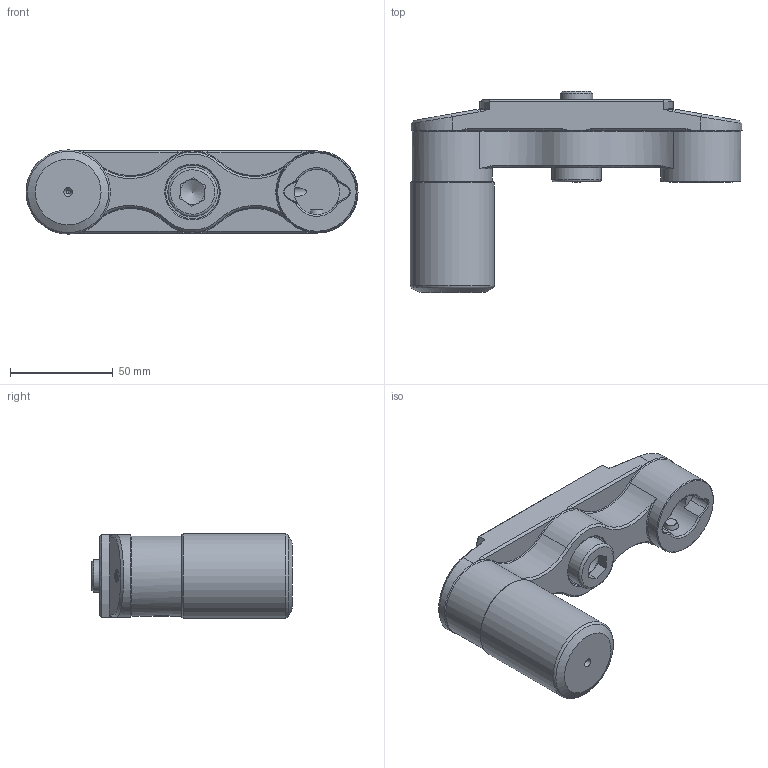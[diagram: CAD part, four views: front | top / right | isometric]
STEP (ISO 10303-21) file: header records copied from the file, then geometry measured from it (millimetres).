
FILE_DESCRIPTION (( 'STEP AP214' ), '1' );
FILE_NAME ('KoU.D32.ST4.161.STEP', '2021-09-14T11:58:40', ( '' ), ( '' ), 'SwSTEP 2.0', 'SolidWorks 2017', '' );
FILE_SCHEMA (( 'AUTOMOTIVE_DESIGN' ));
Length unit declared in the file: millimetre
Products named in the file (8): KoU.D32.ST4.161; DIN 7984 - M16 x 35; ST4-ER1.001.011_A; ST4-ER2.001.009_A; KVT_MB_600_060; CWF-ST4.041.053; CWF-ST4.041.053_A; KoU-D32.ST4.161_C_KoU-D32.WN5.212
Assembly tree (10 placements, depth 3):
  KoU.D32.ST4.161
    KoU-D32.ST4.161_C_KoU-D32.WN5.212
    DIN 7984 - M16 x 35
    ST4-ER1.001.011_A  x2
    CWF-ST4.041.053
      CWF-ST4.041.053_A
      ST4-ER2.001.009_A  x2
    KVT_MB_600_060  x2
Bounding box: 161.5 x 97.75 x 41 mm (x, y, z)
Volume: 199394.7 mm3; surface area: 52399.6 mm2
Topology: 11 solids, 11 shells, 343 faces, 828 edges, 502 vertices
Faces by surface type: plane 125, cone 106, cylinder 72, torus 36, bspline 2, sphere 2
Full cylindrical faces by diameter (mm): 2 x1, 3.5 x4, 4 x2, 5 x5, 6 x6, 7.25 x2, 8 x2, 10.2 x1, 16 x1, 17 x1, 21.3 x1, 21.8 x1, 22 x3, 23 x2, 24 x1, 26 x1, 32 x1, 39 x2, 41 x1
Entity records: 9647 total; most frequent: CARTESIAN_POINT 3027, DIRECTION 1346, ORIENTED_EDGE 1178, EDGE_CURVE 589, AXIS2_PLACEMENT_3D 559, VERTEX_POINT 402, EDGE_LOOP 397, FACE_OUTER_BOUND 333
